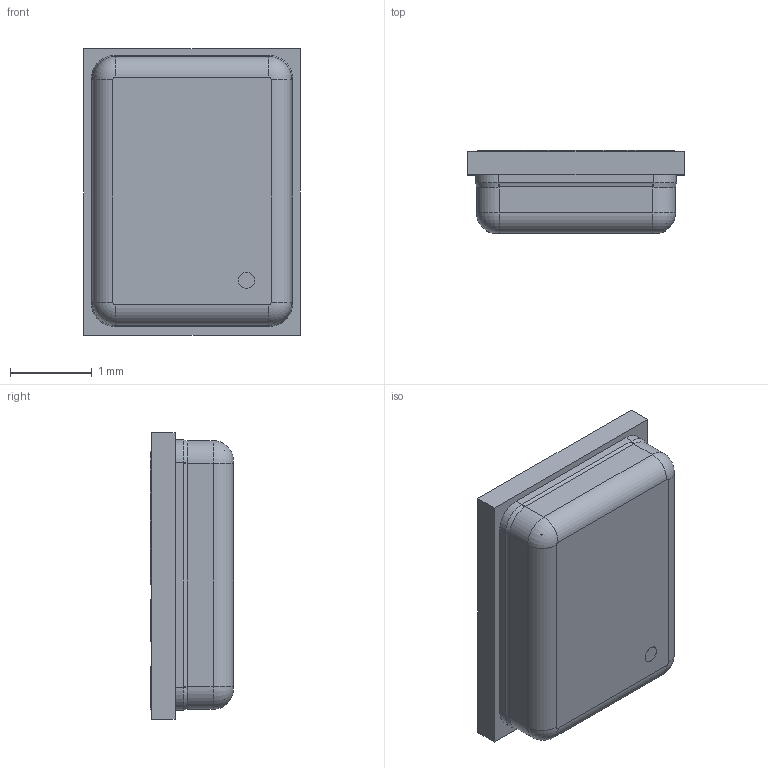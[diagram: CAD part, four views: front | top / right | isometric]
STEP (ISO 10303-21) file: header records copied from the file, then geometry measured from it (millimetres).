
FILE_DESCRIPTION (( 'STEP AP214' ), '1' );
FILE_NAME ('SPH18C3LM4H-PCB.STEP', '2023-05-23T19:50:04', ( '' ), ( '' ), 'SwSTEP 2.0', 'SolidWorks 2022', '' );
FILE_SCHEMA (( 'AUTOMOTIVE_DESIGN' ));
Length unit declared in the file: millimetre
Products named in the file (1): SPH18C3LM4H-PCB
Bounding box: 2.65 x 1.01 x 3.5 mm (x, y, z)
Volume: 3.7 mm3; surface area: 65.5 mm2
Topology: 1 solids, 3 shells, 124 faces, 282 edges, 180 vertices
Faces by surface type: plane 78, cylinder 30, bspline 12, torus 4
Entity records: 3990 total; most frequent: CARTESIAN_POINT 799, ORIENTED_EDGE 564, DIRECTION 564, EDGE_CURVE 282, LINE 202, VECTOR 202, AXIS2_PLACEMENT_3D 181, VERTEX_POINT 180
